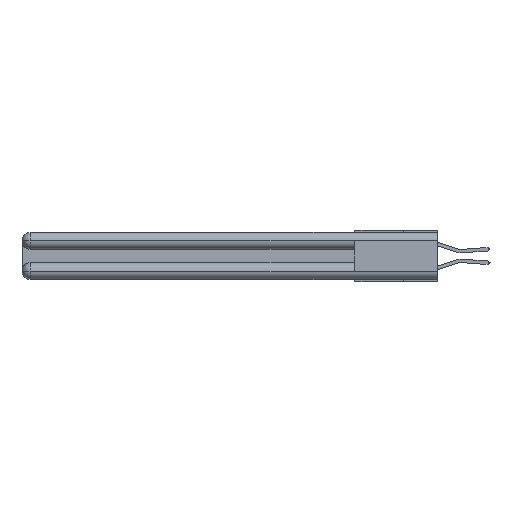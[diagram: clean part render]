
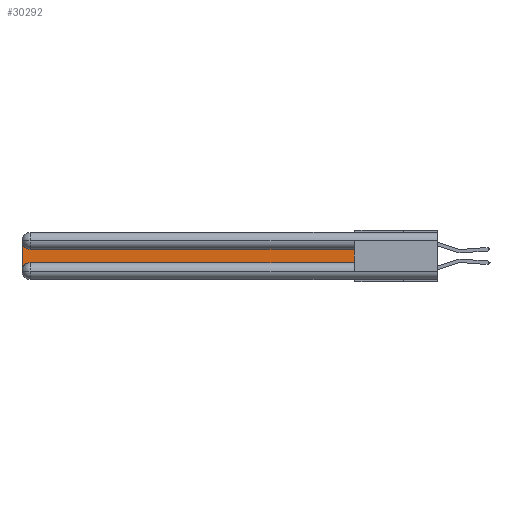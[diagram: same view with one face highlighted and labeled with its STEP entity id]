
A CAD part, left-side view. The second image highlights one B-rep face of the part: STEP entity #30292.
In plain terms, the highlighted planar face has unit normal (-1, 0, 0).
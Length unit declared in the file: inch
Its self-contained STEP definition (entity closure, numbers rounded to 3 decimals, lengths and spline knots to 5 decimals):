
#170 = CARTESIAN_POINT ( 'NONE',  ( 0.075, 2.94, -0.2775 ) ) ;
#2780 = CARTESIAN_POINT ( 'NONE',  ( 0.075, 3., -0.2775 ) ) ;
#2905 = DIRECTION ( 'NONE',  ( 0., 0., -1. ) ) ;
#5008 = LINE ( 'NONE', #15697, #24365 ) ;
#5437 = LINE ( 'NONE', #30011, #14545 ) ;
#5854 = DIRECTION ( 'NONE',  ( 0., 1., 0. ) ) ;
#6083 = VERTEX_POINT ( 'NONE', #18679 ) ;
#6904 = LINE ( 'NONE', #17671, #14100 ) ;
#7402 = ORIENTED_EDGE ( 'NONE', *, *, #25802, .T. ) ;
#7438 = CARTESIAN_POINT ( 'NONE',  ( 0.075, 2.94, -0.1225 ) ) ;
#7601 = ORIENTED_EDGE ( 'NONE', *, *, #19914, .T. ) ;
#7644 = DIRECTION ( 'NONE',  ( 1., 0., 0. ) ) ;
#7931 = CARTESIAN_POINT ( 'NONE',  ( 0.075, 2.94, -0.2175 ) ) ;
#9085 = CARTESIAN_POINT ( 'NONE',  ( 0.075, 0.6, -0.1225 ) ) ;
#11525 = ORIENTED_EDGE ( 'NONE', *, *, #13098, .T. ) ;
#11815 = VERTEX_POINT ( 'NONE', #9085 ) ;
#11847 = DIRECTION ( 'NONE',  ( 0., 0., -1. ) ) ;
#11852 = VERTEX_POINT ( 'NONE', #2780 ) ;
#12164 = FACE_OUTER_BOUND ( 'NONE', #25919, .T. ) ;
#12817 = EDGE_CURVE ( 'NONE', #6083, #11815, #6904, .T. ) ;
#13098 = EDGE_CURVE ( 'NONE', #11852, #26270, #25081, .T. ) ;
#13933 = VERTEX_POINT ( 'NONE', #22864 ) ;
#14100 = VECTOR ( 'NONE', #20095, 39.37008 ) ;
#14184 = VECTOR ( 'NONE', #27350, 39.37008 ) ;
#14386 = ORIENTED_EDGE ( 'NONE', *, *, #16236, .T. ) ;
#14545 = VECTOR ( 'NONE', #5854, 39.37008 ) ;
#14929 = PLANE ( 'NONE',  #24965 ) ;
#15028 = DIRECTION ( 'NONE',  ( 0., 0., -1. ) ) ;
#15283 = CARTESIAN_POINT ( 'NONE',  ( 0.075, 0.6, -0.2175 ) ) ;
#15697 = CARTESIAN_POINT ( 'NONE',  ( 0.075, 3., -0.2175 ) ) ;
#16236 = EDGE_CURVE ( 'NONE', #13933, #11852, #5008, .T. ) ;
#16958 = VERTEX_POINT ( 'NONE', #7438 ) ;
#17373 = CARTESIAN_POINT ( 'NONE',  ( 0.075, 3., -0.1225 ) ) ;
#17440 = DIRECTION ( 'NONE',  ( 1., 0., 0. ) ) ;
#17671 = CARTESIAN_POINT ( 'NONE',  ( 0.075, 0.6, -0.2175 ) ) ;
#18334 = LINE ( 'NONE', #15283, #14184 ) ;
#18679 = CARTESIAN_POINT ( 'NONE',  ( 0.075, 0.6, -0.2175 ) ) ;
#19914 = EDGE_CURVE ( 'NONE', #16958, #13933, #27835, .T. ) ;
#20095 = DIRECTION ( 'NONE',  ( 0., 0., 1. ) ) ;
#22045 = AXIS2_PLACEMENT_3D ( 'NONE', #26770, #17440, #2905 ) ;
#22231 = DIRECTION ( 'NONE',  ( 1., 0., 0. ) ) ;
#22864 = CARTESIAN_POINT ( 'NONE',  ( 0.075, 3., -0.0625 ) ) ;
#23502 = AXIS2_PLACEMENT_3D ( 'NONE', #170, #7644, #15028 ) ;
#23769 = ORIENTED_EDGE ( 'NONE', *, *, #12817, .T. ) ;
#24365 = VECTOR ( 'NONE', #11847, 39.37008 ) ;
#24684 = DIRECTION ( 'NONE',  ( 0., 0., -1. ) ) ;
#24829 = ORIENTED_EDGE ( 'NONE', *, *, #25280, .T. ) ;
#24965 = AXIS2_PLACEMENT_3D ( 'NONE', #17373, #22231, #24684 ) ;
#25081 = CIRCLE ( 'NONE', #23502, 0.06 ) ;
#25280 = EDGE_CURVE ( 'NONE', #11815, #16958, #5437, .T. ) ;
#25802 = EDGE_CURVE ( 'NONE', #26270, #6083, #18334, .T. ) ;
#25919 = EDGE_LOOP ( 'NONE', ( #24829, #7601, #14386, #11525, #7402, #23769 ) ) ;
#26270 = VERTEX_POINT ( 'NONE', #7931 ) ;
#26770 = CARTESIAN_POINT ( 'NONE',  ( 0.075, 2.94, -0.0625 ) ) ;
#27350 = DIRECTION ( 'NONE',  ( 0., -1., 0. ) ) ;
#27835 = CIRCLE ( 'NONE', #22045, 0.06 ) ;
#30011 = CARTESIAN_POINT ( 'NONE',  ( 0.075, 0.6, -0.1225 ) ) ;
#30292 = ADVANCED_FACE ( 'NONE', ( #12164 ), #14929, .F. ) ;
